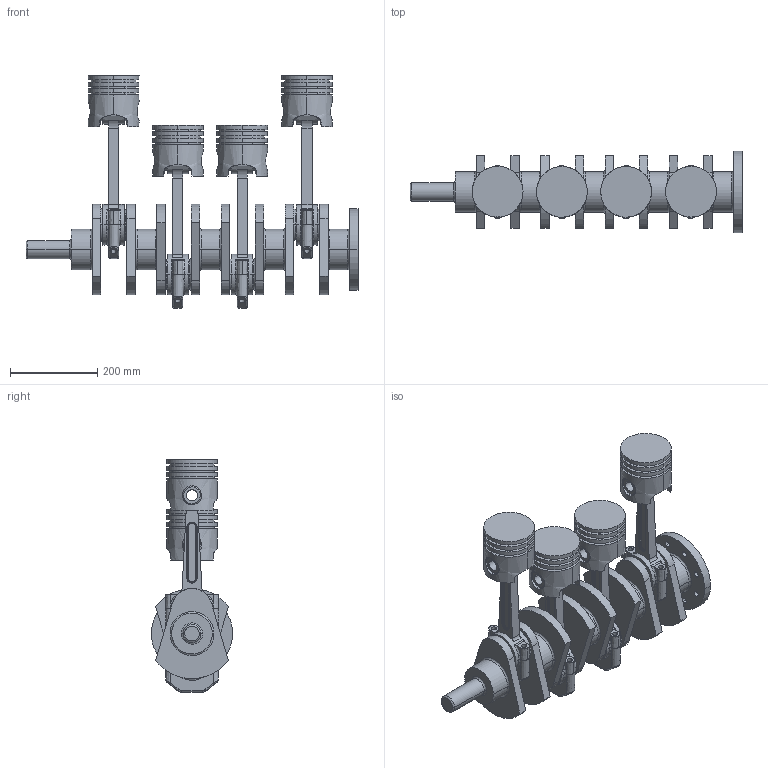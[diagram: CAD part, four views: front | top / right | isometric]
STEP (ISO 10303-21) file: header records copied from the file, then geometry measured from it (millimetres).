
FILE_DESCRIPTION(('FreeCAD Model'),'2;1');
FILE_NAME('Open CASCADE Shape Model','2025-04-26T19:21:05',('FreeCAD'),( 'FreeCAD'),'Open CASCADE STEP processor 7.6','FreeCAD','Unknown');
FILE_SCHEMA(('AUTOMOTIVE_DESIGN { 1 0 10303 214 1 1 1 1 }'));
Length unit declared in the file: millimetre
Products named in the file (1): Open CASCADE STEP translator 7.6 1
Bounding box: 761.35 x 186.14 x 532.81 mm (x, y, z)
Volume: 10560241.8 mm3; surface area: 1514464.8 mm2
Topology: 17 solids, 17 shells, 808 faces, 1962 edges, 1250 vertices
Faces by surface type: bspline 808
Entity records: 29796 total; most frequent: CARTESIAN_POINT 18597, ORIENTED_EDGE 3916, EDGE_CURVE 1958, VERTEX_POINT 1250, B_SPLINE_CURVE_WITH_KNOTS 1038, FACE_BOUND 954, EDGE_LOOP 954, ADVANCED_FACE 808
